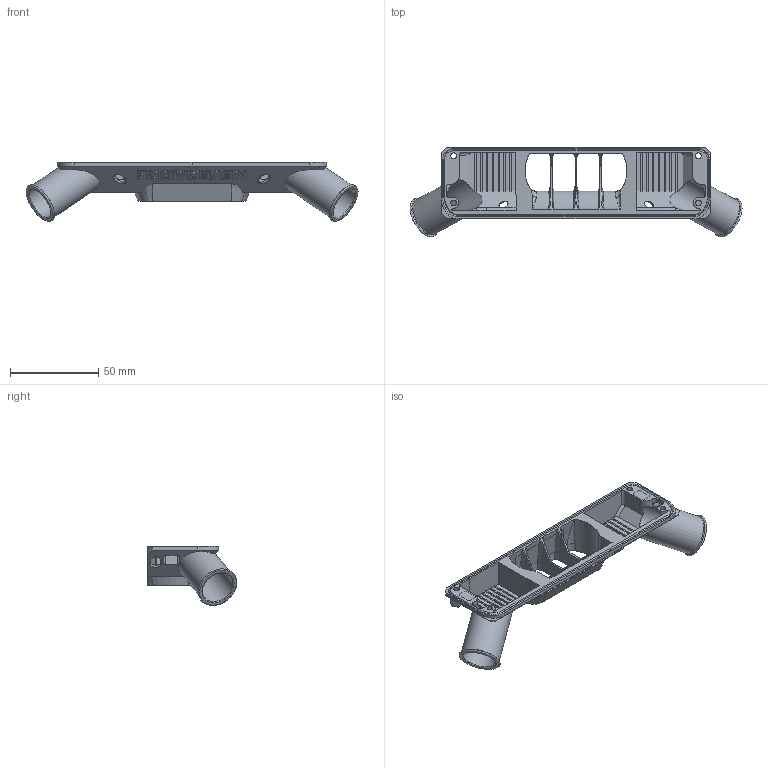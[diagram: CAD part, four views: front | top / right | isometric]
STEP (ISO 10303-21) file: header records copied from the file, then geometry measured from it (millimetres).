
FILE_DESCRIPTION(/* description */ (''),/* implementation_level */ '2;1');
FILE_NAME(/* name */ '17mm_CPAP_Tube(LastZeanon)).step',/* time_stamp */ '2025-03-30T15:25:05+02:00',/* author */ (''),/* organization */ (''),/* preprocessor_version */ 'ST-DEVELOPER v20.1',/* originating_system */ 'Autodesk Translation Framework v14.4.0.0',/* authorisation */ '');
FILE_SCHEMA (('AUTOMOTIVE_DESIGN { 1 0 10303 214 3 1 1 }'));
Length unit declared in the file: millimetre
Products named in the file (1): 22mm_CPAP_Tube_Last_Zeanon_ (1)
Bounding box: 188.39 x 50.98 x 33.48 mm (x, y, z)
Volume: 33956.6 mm3; surface area: 30543.9 mm2
Topology: 1 solids, 1 shells, 797 faces, 2290 edges, 1499 vertices
Faces by surface type: plane 338, bspline 296, cylinder 139, cone 18, torus 6
Full cylindrical faces by diameter (mm): 3.2 x2, 3.4 x2, 19 x2, 22 x2
Entity records: 31239 total; most frequent: CARTESIAN_POINT 12213, ORIENTED_EDGE 4572, DIRECTION 2986, EDGE_CURVE 2286, VERTEX_POINT 1499, LINE 1236, VECTOR 1236, AXIS2_PLACEMENT_3D 875
